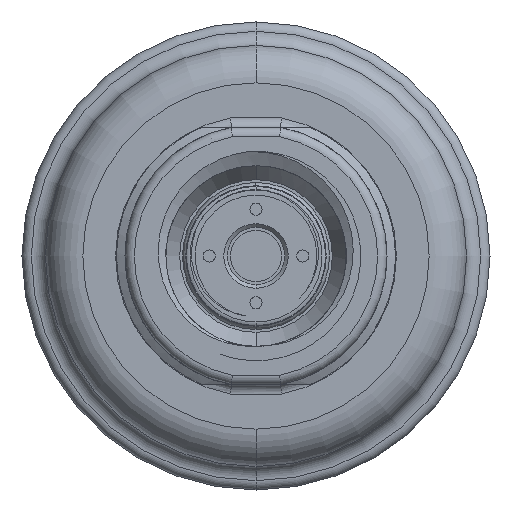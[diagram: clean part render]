
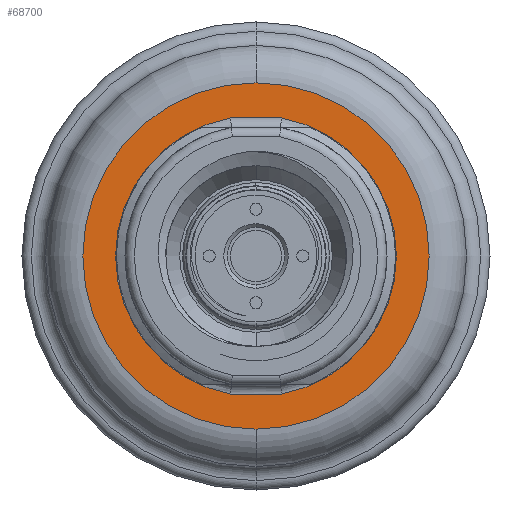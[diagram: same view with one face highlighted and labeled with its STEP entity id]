
A CAD part, front view. The second image highlights one B-rep face of the part: STEP entity #68700.
In plain terms, the highlighted planar face has unit normal (0, -1, 0).
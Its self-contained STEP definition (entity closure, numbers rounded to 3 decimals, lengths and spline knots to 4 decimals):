
#25762=CARTESIAN_POINT('',(0.,-0.1575,0.));
#25763=DIRECTION('',(0.,-1.,0.));
#25764=DIRECTION('',(0.,0.,-1.));
#25765=AXIS2_PLACEMENT_3D('',#25762,#25763,#25764);
#25767=CARTESIAN_POINT('',(0.,-0.1575,0.));
#25768=DIRECTION('',(0.,-1.,0.));
#25769=DIRECTION('',(0.,0.,1.));
#25770=AXIS2_PLACEMENT_3D('',#25767,#25768,#25769);
#25772=CARTESIAN_POINT('',(0.,-0.1575,0.));
#25773=DIRECTION('',(0.,-1.,0.));
#25774=DIRECTION('',(-0.182,0.,0.983));
#25775=AXIS2_PLACEMENT_3D('',#25772,#25773,#25774);
#25777=DIRECTION('',(1.,0.,0.));
#25778=VECTOR('',#25777,0.2147);
#25779=CARTESIAN_POINT('',(-0.1074,-0.1575,
-0.5807));
#25780=LINE('',#25779,#25778);
#25781=CARTESIAN_POINT('',(0.,-0.1575,0.));
#25782=DIRECTION('',(0.,-1.,0.));
#25783=DIRECTION('',(0.182,0.,-0.983));
#25784=AXIS2_PLACEMENT_3D('',#25781,#25782,#25783);
#25786=DIRECTION('',(-1.,0.,0.));
#25787=VECTOR('',#25786,0.2147);
#25788=CARTESIAN_POINT('',(0.1074,-0.1575,
0.5807));
#25789=LINE('',#25788,#25787);
#44834=CARTESIAN_POINT('',(-0.1074,-0.1575,
0.5807));
#44835=CARTESIAN_POINT('',(-0.1074,-0.1575,
-0.5807));
#44836=VERTEX_POINT('',#44834);
#44837=VERTEX_POINT('',#44835);
#44842=CARTESIAN_POINT('',(0.1074,-0.1575,
-0.5807));
#44843=CARTESIAN_POINT('',(0.1074,-0.1575,
0.5807));
#44844=VERTEX_POINT('',#44842);
#44845=VERTEX_POINT('',#44843);
#45152=CARTESIAN_POINT('',(0.,-0.1575,-0.7283));
#45153=CARTESIAN_POINT('',(0.,-0.1575,0.7283));
#45154=VERTEX_POINT('',#45152);
#45155=VERTEX_POINT('',#45153);
#68680=CARTESIAN_POINT('',(0.,-0.1575,0.));
#68681=DIRECTION('',(0.,-1.,0.));
#68682=DIRECTION('',(0.,0.,1.));
#68683=AXIS2_PLACEMENT_3D('',#68680,#68681,#68682);
#68684=PLANE('',#68683);
#68686=ORIENTED_EDGE('',*,*,#68685,.F.);
#68688=ORIENTED_EDGE('',*,*,#68687,.F.);
#68689=EDGE_LOOP('',(#68686,#68688));
#68690=FACE_OUTER_BOUND('',#68689,.F.);
#68691=ORIENTED_EDGE('',*,*,#68670,.T.);
#68693=ORIENTED_EDGE('',*,*,#68692,.T.);
#68695=ORIENTED_EDGE('',*,*,#68694,.T.);
#68697=ORIENTED_EDGE('',*,*,#68696,.T.);
#68698=EDGE_LOOP('',(#68691,#68693,#68695,#68697));
#68699=FACE_BOUND('',#68698,.F.);
#68700=ADVANCED_FACE('',(#68690,#68699),#68684,.T.);
#25766=CIRCLE('',#25765,0.7283);
#25771=CIRCLE('',#25770,0.7283);
#25776=CIRCLE('',#25775,0.5906);
#25785=CIRCLE('',#25784,0.5906);
#68670=EDGE_CURVE('',#44836,#44837,#25776,.T.);
#68685=EDGE_CURVE('',#45154,#45155,#25766,.T.);
#68687=EDGE_CURVE('',#45155,#45154,#25771,.T.);
#68692=EDGE_CURVE('',#44837,#44844,#25780,.T.);
#68694=EDGE_CURVE('',#44844,#44845,#25785,.T.);
#68696=EDGE_CURVE('',#44845,#44836,#25789,.T.);
